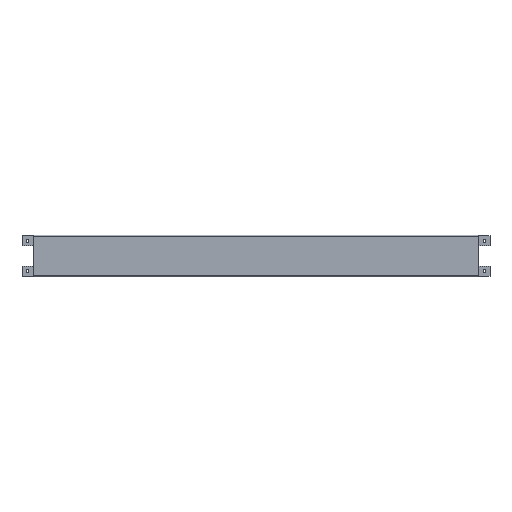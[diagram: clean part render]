
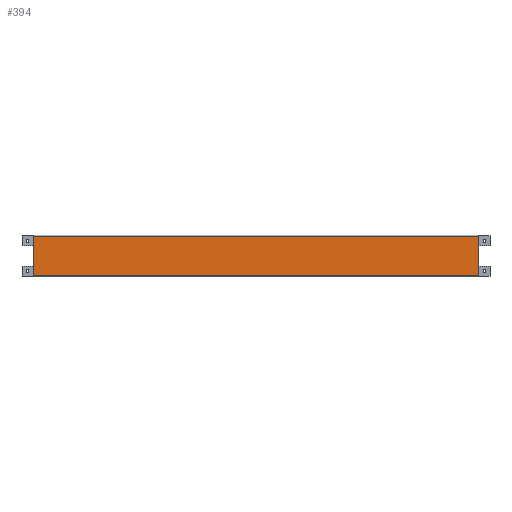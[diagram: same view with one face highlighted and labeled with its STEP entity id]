
A CAD part, top view. The second image highlights one B-rep face of the part: STEP entity #394.
In plain terms, the highlighted planar face has unit normal (0, 0, 1).
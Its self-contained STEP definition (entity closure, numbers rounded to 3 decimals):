
#18 = VECTOR ( 'NONE', #1397, 1000. ) ;
#23 = LINE ( 'NONE', #1405, #24 ) ;
#24 = VECTOR ( 'NONE', #1404, 1000. ) ;
#32 = LINE ( 'NONE', #1390, #18 ) ;
#39 = LINE ( 'NONE', #1386, #40 ) ;
#40 = VECTOR ( 'NONE', #1387, 1000. ) ;
#64 = LINE ( 'NONE', #1262, #65 ) ;
#65 = VECTOR ( 'NONE', #1261, 1000. ) ;
#174 = CARTESIAN_POINT ( 'NONE',  ( 416.5, -36.99, 2. ) ) ;
#256 = CARTESIAN_POINT ( 'NONE',  ( -416.5, -36.99, 2. ) ) ;
#259 = CARTESIAN_POINT ( 'NONE',  ( -416.5, 36.99, 2. ) ) ;
#263 = CARTESIAN_POINT ( 'NONE',  ( 416.5, 36.99, 2. ) ) ;
#289 = VERTEX_POINT ( 'NONE', #174 ) ;
#295 = VERTEX_POINT ( 'NONE', #263 ) ;
#298 = VERTEX_POINT ( 'NONE', #259 ) ;
#300 = VERTEX_POINT ( 'NONE', #256 ) ;
#394 = ADVANCED_FACE ( 'NONE', ( #1172 ), #834, .T. ) ;
#438 = EDGE_LOOP ( 'NONE', ( #511, #512, #513, #514 ) ) ;
#511 = ORIENTED_EDGE ( 'NONE', *, *, #1243, .T. ) ;
#512 = ORIENTED_EDGE ( 'NONE', *, *, #1061, .T. ) ;
#513 = ORIENTED_EDGE ( 'NONE', *, *, #1247, .T. ) ;
#514 = ORIENTED_EDGE ( 'NONE', *, *, #1251, .T. ) ;
#826 = CARTESIAN_POINT ( 'NONE',  ( -416.5, -37., 2. ) ) ;
#834 = PLANE ( 'NONE',  #1491 ) ;
#870 = DIRECTION ( 'NONE',  ( 0., 0., 1. ) ) ;
#873 = DIRECTION ( 'NONE',  ( 1., 0., 0. ) ) ;
#1061 = EDGE_CURVE ( 'NONE', #300, #289, #64, .T. ) ;
#1172 = FACE_OUTER_BOUND ( 'NONE', #438, .T. ) ;
#1243 = EDGE_CURVE ( 'NONE', #298, #300, #39, .T. ) ;
#1247 = EDGE_CURVE ( 'NONE', #289, #295, #32, .T. ) ;
#1251 = EDGE_CURVE ( 'NONE', #295, #298, #23, .T. ) ;
#1261 = DIRECTION ( 'NONE',  ( 1., 0., 0. ) ) ;
#1262 = CARTESIAN_POINT ( 'NONE',  ( -416.5, -36.99, 2. ) ) ;
#1386 = CARTESIAN_POINT ( 'NONE',  ( -416.5, 37., 2. ) ) ;
#1387 = DIRECTION ( 'NONE',  ( 0., -1., 0. ) ) ;
#1390 = CARTESIAN_POINT ( 'NONE',  ( 416.5, 37., 2. ) ) ;
#1397 = DIRECTION ( 'NONE',  ( 0., 1., 0. ) ) ;
#1404 = DIRECTION ( 'NONE',  ( -1., 0., 0. ) ) ;
#1405 = CARTESIAN_POINT ( 'NONE',  ( 416.5, 36.99, 2. ) ) ;
#1491 = AXIS2_PLACEMENT_3D ( 'NONE', #826, #870, #873 ) ;
